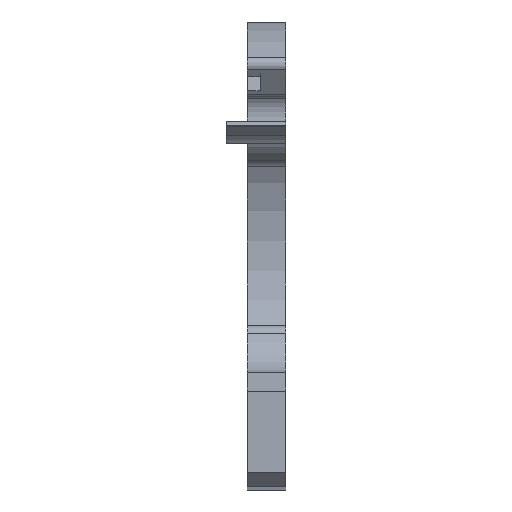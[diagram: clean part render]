
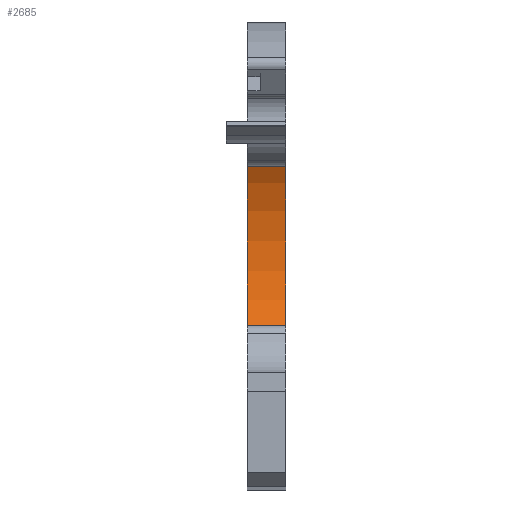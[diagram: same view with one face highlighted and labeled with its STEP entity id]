
A CAD part, top view. The second image highlights one B-rep face of the part: STEP entity #2685.
In plain terms, the highlighted cylindrical face has radius 12.5 mm (diameter 25 mm), a partial arc.
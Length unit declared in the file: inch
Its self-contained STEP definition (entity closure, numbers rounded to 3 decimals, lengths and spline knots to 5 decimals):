
#199=CYLINDRICAL_SURFACE('',#2893,0.49213);
#262=CIRCLE('',#2771,0.49213);
#289=CIRCLE('',#2808,0.49213);
#436=FACE_OUTER_BOUND('',#598,.T.);
#598=EDGE_LOOP('',(#2354,#2355,#2356,#2357));
#810=LINE('',#5747,#1026);
#815=LINE('',#5759,#1031);
#1026=VECTOR('',#3426,0.3937);
#1031=VECTOR('',#3445,0.3937);
#1114=VERTEX_POINT('',#3707);
#1115=VERTEX_POINT('',#3709);
#1195=VERTEX_POINT('',#3964);
#1196=VERTEX_POINT('',#3966);
#1386=EDGE_CURVE('',#1114,#1115,#262,.T.);
#1477=EDGE_CURVE('',#1195,#1196,#289,.T.);
#1674=EDGE_CURVE('',#1196,#1114,#810,.T.);
#1679=EDGE_CURVE('',#1115,#1195,#815,.T.);
#2354=ORIENTED_EDGE('',*,*,#1674,.F.);
#2355=ORIENTED_EDGE('',*,*,#1477,.F.);
#2356=ORIENTED_EDGE('',*,*,#1679,.F.);
#2357=ORIENTED_EDGE('',*,*,#1386,.F.);
#2685=ADVANCED_FACE('',(#436),#199,.F.);
#2771=AXIS2_PLACEMENT_3D('',#3710,#3051,#3052);
#2808=AXIS2_PLACEMENT_3D('',#3967,#3169,#3170);
#2893=AXIS2_PLACEMENT_3D('',#5758,#3443,#3444);
#3051=DIRECTION('center_axis',(-1.,0.,0.));
#3052=DIRECTION('ref_axis',(0.,0.,-1.));
#3169=DIRECTION('center_axis',(1.,0.,0.));
#3170=DIRECTION('ref_axis',(0.,0.,-1.));
#3426=DIRECTION('',(1.,0.,0.));
#3443=DIRECTION('center_axis',(-1.,0.,0.));
#3444=DIRECTION('ref_axis',(0.,0.,-1.));
#3445=DIRECTION('',(-1.,0.,0.));
#3707=CARTESIAN_POINT('',(0.3937,0.25414,-0.42142));
#3709=CARTESIAN_POINT('',(0.3937,-0.23306,0.43344));
#3710=CARTESIAN_POINT('Origin',(0.3937,0.,
0.));
#3964=CARTESIAN_POINT('',(0.2874,-0.23306,0.43344));
#3966=CARTESIAN_POINT('',(0.2874,0.25414,-0.42142));
#3967=CARTESIAN_POINT('Origin',(0.2874,0.,
0.));
#5747=CARTESIAN_POINT('',(0.3937,0.25414,-0.42142));
#5758=CARTESIAN_POINT('Origin',(0.3937,0.,
0.));
#5759=CARTESIAN_POINT('',(0.3937,-0.23306,0.43344));
